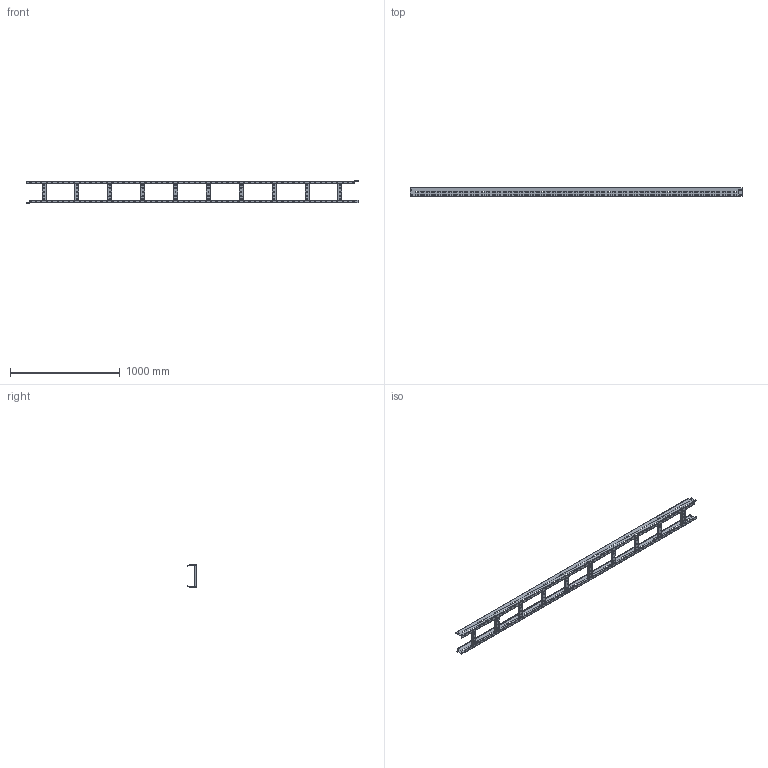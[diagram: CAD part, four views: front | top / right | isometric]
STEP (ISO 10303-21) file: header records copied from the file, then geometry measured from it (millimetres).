
FILE_DESCRIPTION (( 'STEP AP203' ), '1' );
FILE_NAME ('LLK1-080-200 Ëîòîê ëåñòíè÷íûé 80õ200õ3000, 1,2 ìì.STEP', '2016-02-11T11:49:34', ( '' ), ( '' ), 'SwSTEP 2.0', 'SolidWorks 2014', '' );
FILE_SCHEMA (( 'CONFIG_CONTROL_DESIGN' ));
Length unit declared in the file: millimetre
Products named in the file (1): LLK1-080-200 Ëîòîê ëåñòíè÷íûé 80õ200õ3000, 1,2 ìì
Bounding box: 3030 x 80 x 202.4 mm (x, y, z)
Volume: 934505.1 mm3; surface area: 1512114.2 mm2
Topology: 1 solids, 1 shells, 1766 faces, 5344 edges, 3562 vertices
Faces by surface type: plane 948, cylinder 818
Full cylindrical faces by diameter (mm): 6.5 x10
Entity records: 61987 total; most frequent: ORIENTED_EDGE 10668, CARTESIAN_POINT 10663, DIRECTION 10504, EDGE_CURVE 5334, LINE 3698, VECTOR 3698, VERTEX_POINT 3562, AXIS2_PLACEMENT_3D 3403
